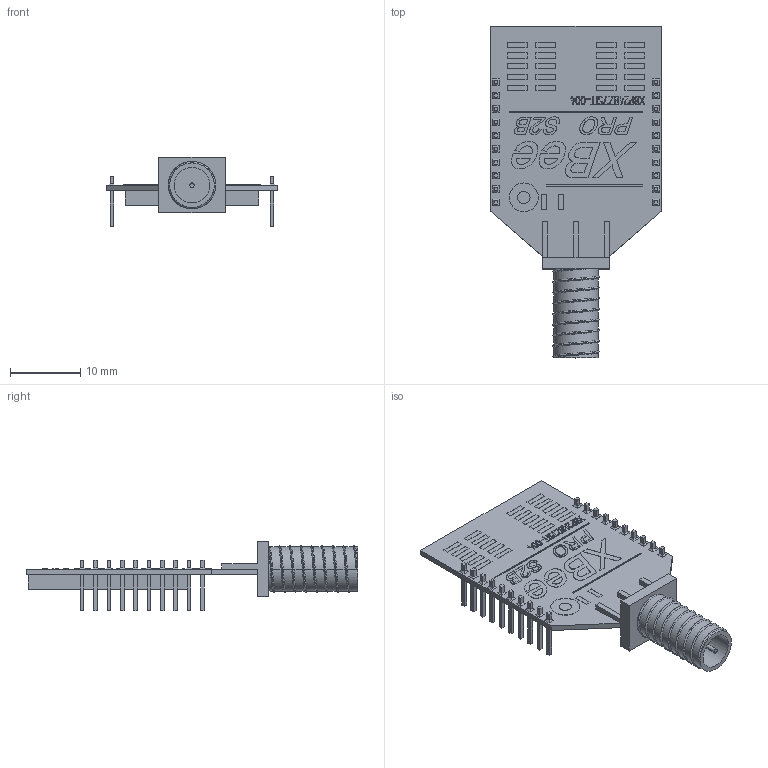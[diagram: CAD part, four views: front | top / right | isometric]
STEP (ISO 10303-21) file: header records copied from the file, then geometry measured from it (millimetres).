
FILE_DESCRIPTION (( 'STEP AP214' ), '1' );
FILE_NAME ('2D281A44-340C-4C8E-B061-78E56F09E28B.STEP', '2024-01-19T22:52:53', ( '' ), ( '' ), 'SwSTEP 2.0', 'SolidWorks 2022', '' );
FILE_SCHEMA (( 'AUTOMOTIVE_DESIGN' ));
Length unit declared in the file: millimetre
Products named in the file (1): 2D281A44-340C-4C8E-B061-78E56F09E28B
Bounding box: 24.38 x 47.37 x 9.88 mm (x, y, z)
Volume: 1825.8 mm3; surface area: 2770 mm2
Topology: 1 solids, 1 shells, 703 faces, 1685 edges, 1095 vertices
Faces by surface type: plane 610, bspline 64, cylinder 29
Entity records: 29403 total; most frequent: CARTESIAN_POINT 8333, ORIENTED_EDGE 3370, DIRECTION 2828, EDGE_CURVE 1685, VECTOR 1498, LINE 1498, VERTEX_POINT 1095, EDGE_LOOP 814
